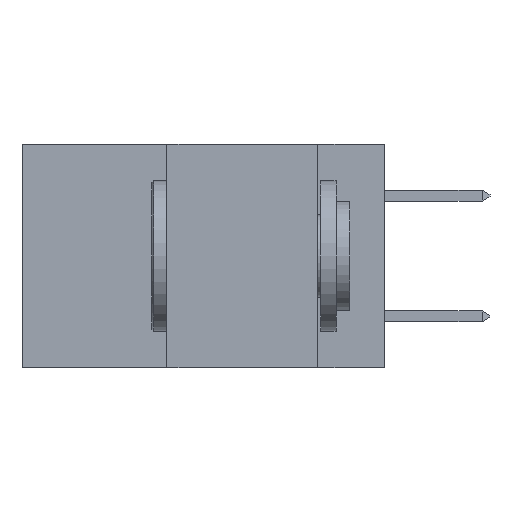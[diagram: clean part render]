
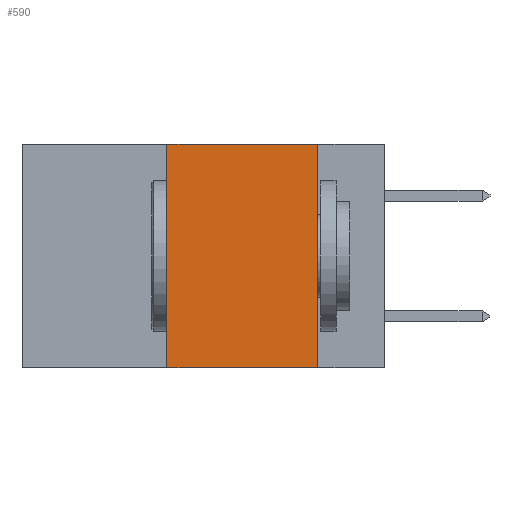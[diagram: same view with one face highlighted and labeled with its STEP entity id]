
A CAD part, left-side view. The second image highlights one B-rep face of the part: STEP entity #590.
In plain terms, the highlighted planar face has unit normal (-1, 0, 0).
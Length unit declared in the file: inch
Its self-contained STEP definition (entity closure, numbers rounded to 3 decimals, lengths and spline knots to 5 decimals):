
#152 = ORIENTED_EDGE ( 'NONE', *, *, #1908, .F. ) ;
#177 = DIRECTION ( 'NONE',  ( 0., 0., -1. ) ) ;
#590 = ADVANCED_FACE ( 'NONE', ( #1217 ), #10200, .F. ) ;
#653 = VECTOR ( 'NONE', #177, 39.37008 ) ;
#746 = VECTOR ( 'NONE', #8083, 39.37008 ) ;
#1217 = FACE_OUTER_BOUND ( 'NONE', #2984, .T. ) ;
#1297 = VECTOR ( 'NONE', #6273, 39.37008 ) ;
#1908 = EDGE_CURVE ( 'NONE', #7682, #10215, #3284, .T. ) ;
#2435 = CARTESIAN_POINT ( 'NONE',  ( 0., 0.36, -0.37 ) ) ;
#2984 = EDGE_LOOP ( 'NONE', ( #7983, #152, #7701, #6132 ) ) ;
#3001 = VECTOR ( 'NONE', #8370, 39.37008 ) ;
#3284 = LINE ( 'NONE', #8299, #746 ) ;
#3467 = CARTESIAN_POINT ( 'NONE',  ( 0., 0.11, 0. ) ) ;
#4596 = VERTEX_POINT ( 'NONE', #8725 ) ;
#4627 = EDGE_CURVE ( 'NONE', #10396, #7682, #5175, .T. ) ;
#5175 = LINE ( 'NONE', #8496, #3001 ) ;
#6132 = ORIENTED_EDGE ( 'NONE', *, *, #10043, .T. ) ;
#6250 = CARTESIAN_POINT ( 'NONE',  ( 0., 0.11, 0. ) ) ;
#6273 = DIRECTION ( 'NONE',  ( 0., -1., 0. ) ) ;
#6755 = EDGE_CURVE ( 'NONE', #10215, #4596, #6953, .T. ) ;
#6953 = LINE ( 'NONE', #3467, #653 ) ;
#7286 = CARTESIAN_POINT ( 'NONE',  ( 0., 0.6, 0. ) ) ;
#7353 = DIRECTION ( 'NONE',  ( 0., 0., -1. ) ) ;
#7365 = DIRECTION ( 'NONE',  ( 1., 0., 0. ) ) ;
#7673 = CARTESIAN_POINT ( 'NONE',  ( 0., 0.36, 0. ) ) ;
#7682 = VERTEX_POINT ( 'NONE', #7673 ) ;
#7701 = ORIENTED_EDGE ( 'NONE', *, *, #4627, .F. ) ;
#7983 = ORIENTED_EDGE ( 'NONE', *, *, #6755, .F. ) ;
#8083 = DIRECTION ( 'NONE',  ( 0., -1., 0. ) ) ;
#8299 = CARTESIAN_POINT ( 'NONE',  ( 0., 0.6, 0. ) ) ;
#8370 = DIRECTION ( 'NONE',  ( 0., 0., 1. ) ) ;
#8496 = CARTESIAN_POINT ( 'NONE',  ( 0., 0.36, 0. ) ) ;
#8725 = CARTESIAN_POINT ( 'NONE',  ( 0., 0.11, -0.37 ) ) ;
#8848 = AXIS2_PLACEMENT_3D ( 'NONE', #7286, #7365, #7353 ) ;
#9808 = LINE ( 'NONE', #10111, #1297 ) ;
#10043 = EDGE_CURVE ( 'NONE', #10396, #4596, #9808, .T. ) ;
#10111 = CARTESIAN_POINT ( 'NONE',  ( 0., 0.6, -0.37 ) ) ;
#10200 = PLANE ( 'NONE',  #8848 ) ;
#10215 = VERTEX_POINT ( 'NONE', #6250 ) ;
#10396 = VERTEX_POINT ( 'NONE', #2435 ) ;
